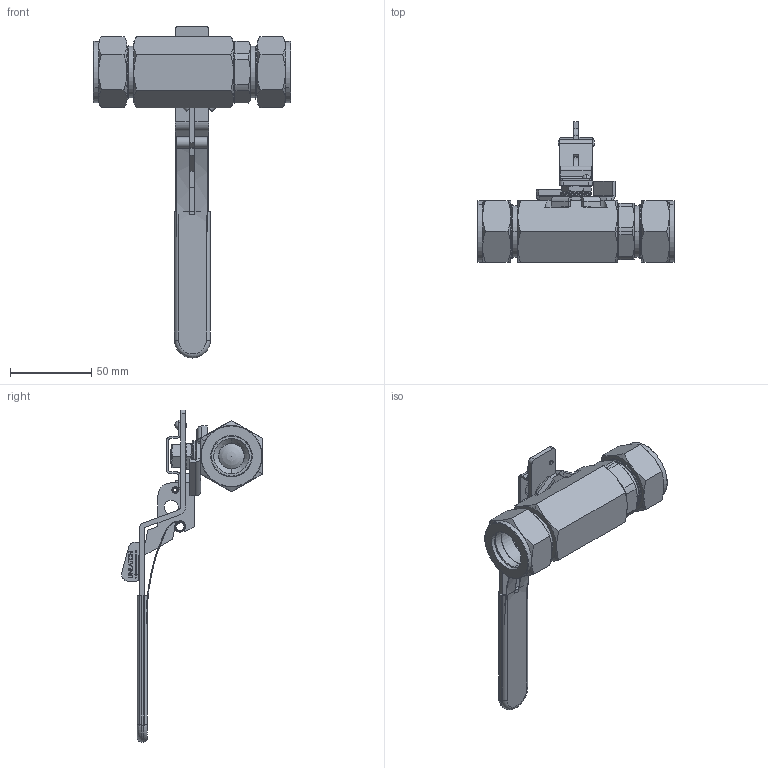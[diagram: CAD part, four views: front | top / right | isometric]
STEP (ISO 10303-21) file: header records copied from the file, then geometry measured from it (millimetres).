
FILE_DESCRIPTION (( 'STEP AP203' ), '1' );
FILE_NAME ('8206XXC16LL.step', '2018-03-12T16:34:01', ( '' ), ( '' ), 'SwSTEP 2.0', 'SolidWorks 2017', '' );
FILE_SCHEMA (( 'CONFIG_CONTROL_DESIGN' ));
Products named in the file (1): 8206XXC16LL
Bounding box: 121.45 x 86.77 x 204.53 mm (x, y, z)
Volume: 128008.3 mm3; surface area: 87977.2 mm2
Topology: 28 solids, 28 shells, 1075 faces, 2746 edges, 1768 vertices
Faces by surface type: plane 483, cylinder 304, cone 138, bspline 126, torus 16, sphere 8
Entity records: 59121 total; most frequent: CARTESIAN_POINT 34607, ORIENTED_EDGE 5472, DIRECTION 4513, EDGE_CURVE 2736, VERTEX_POINT 1762, AXIS2_PLACEMENT_3D 1528, VECTOR 1457, LINE 1457
